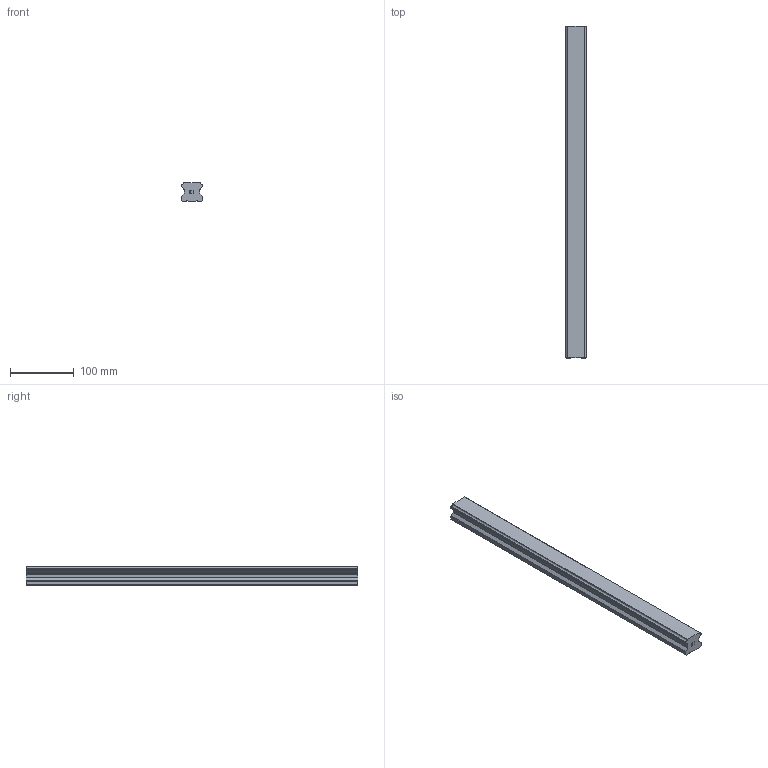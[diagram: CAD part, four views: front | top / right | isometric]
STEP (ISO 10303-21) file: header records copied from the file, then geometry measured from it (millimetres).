
FILE_DESCRIPTION(('STEP AP214'),'1');
FILE_NAME('cctmp_87060A0B-F84D-43C5-B74B-00C3F7D0B86D_2021_01_27_11_31_56_0408..stp','2021-01-27T10:31:56',('HIWIN GmbH'),('CADClick - www.CADClick.com'),'Spatial InterOp 3D',' ','unknown authorization');
FILE_SCHEMA(('AUTOMOTIVE_DESIGN'));
Length unit declared in the file: millimetre
Products named in the file (1): HGR35T520C_FILE
Bounding box: 34 x 520 x 29 mm (x, y, z)
Volume: 438283.9 mm3; surface area: 72037.8 mm2
Topology: 1 solids, 1 shells, 143 faces, 397 edges, 253 vertices
Faces by surface type: plane 93, cylinder 36, cone 14
Entity records: 5601 total; most frequent: CARTESIAN_POINT 780, ORIENTED_EDGE 766, DIRECTION 743, EDGE_CURVE 383, LINE 311, VECTOR 311, VERTEX_POINT 253, AXIS2_PLACEMENT_3D 216
